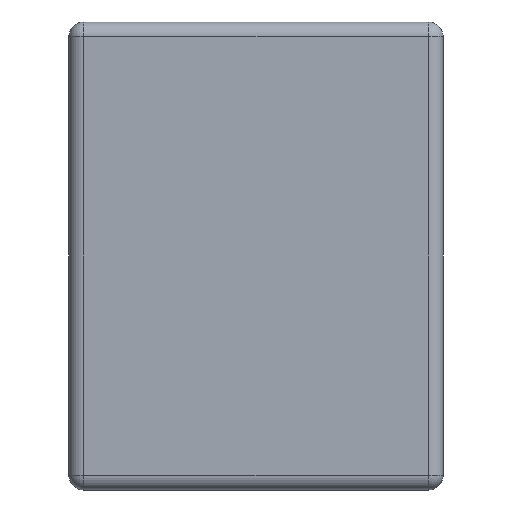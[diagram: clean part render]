
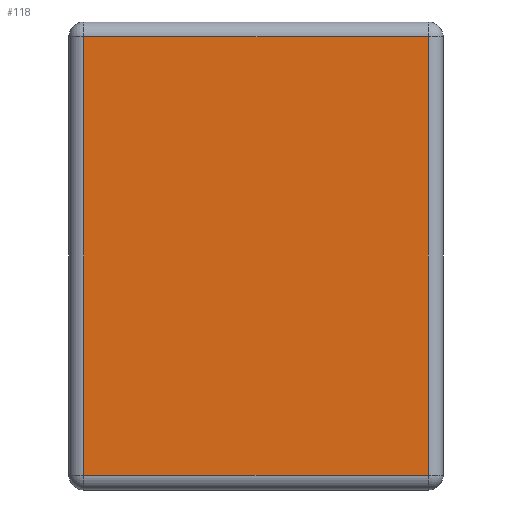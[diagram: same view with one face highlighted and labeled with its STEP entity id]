
A CAD part, left-side view. The second image highlights one B-rep face of the part: STEP entity #118.
In plain terms, the highlighted planar face has unit normal (-1, 0, 0).
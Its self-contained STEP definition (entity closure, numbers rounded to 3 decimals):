
#39 = DIRECTION ( 'NONE',  ( 1., 0., 0. ) ) ;
#54 = LINE ( 'NONE', #1214, #330 ) ;
#113 = EDGE_CURVE ( 'NONE', #1036, #278, #1215, .T. ) ;
#118 = ADVANCED_FACE ( 'NONE', ( #554 ), #1224, .F. ) ;
#177 = CARTESIAN_POINT ( 'NONE',  ( -1.6, 0.08, 1.17 ) ) ;
#212 = AXIS2_PLACEMENT_3D ( 'NONE', #239, #39, #629 ) ;
#239 = CARTESIAN_POINT ( 'NONE',  ( -1.6, 2., -1.25 ) ) ;
#245 = VECTOR ( 'NONE', #481, 1000. ) ;
#246 = DIRECTION ( 'NONE',  ( 0., 0., 1. ) ) ;
#247 = EDGE_CURVE ( 'NONE', #984, #749, #817, .T. ) ;
#278 = VERTEX_POINT ( 'NONE', #177 ) ;
#330 = VECTOR ( 'NONE', #430, 1000. ) ;
#338 = ORIENTED_EDGE ( 'NONE', *, *, #1183, .T. ) ;
#430 = DIRECTION ( 'NONE',  ( 0., 1., 0. ) ) ;
#481 = DIRECTION ( 'NONE',  ( 0., 0., -1. ) ) ;
#506 = CARTESIAN_POINT ( 'NONE',  ( -1.6, 0.08, -1.17 ) ) ;
#515 = DIRECTION ( 'NONE',  ( 0., -1., 0. ) ) ;
#517 = CARTESIAN_POINT ( 'NONE',  ( -1.6, 2., -1.17 ) ) ;
#536 = CARTESIAN_POINT ( 'NONE',  ( -1.6, 1.92, -1.17 ) ) ;
#550 = EDGE_CURVE ( 'NONE', #749, #1036, #919, .T. ) ;
#554 = FACE_OUTER_BOUND ( 'NONE', #1065, .T. ) ;
#629 = DIRECTION ( 'NONE',  ( 0., 0., -1. ) ) ;
#674 = CARTESIAN_POINT ( 'NONE',  ( -1.6, 1.92, 1.17 ) ) ;
#749 = VERTEX_POINT ( 'NONE', #536 ) ;
#817 = LINE ( 'NONE', #1059, #245 ) ;
#919 = LINE ( 'NONE', #517, #1117 ) ;
#954 = VECTOR ( 'NONE', #246, 1000. ) ;
#984 = VERTEX_POINT ( 'NONE', #674 ) ;
#1017 = ORIENTED_EDGE ( 'NONE', *, *, #247, .T. ) ;
#1036 = VERTEX_POINT ( 'NONE', #506 ) ;
#1059 = CARTESIAN_POINT ( 'NONE',  ( -1.6, 1.92, -1.25 ) ) ;
#1065 = EDGE_LOOP ( 'NONE', ( #1017, #1204, #1108, #338 ) ) ;
#1108 = ORIENTED_EDGE ( 'NONE', *, *, #113, .T. ) ;
#1117 = VECTOR ( 'NONE', #515, 1000. ) ;
#1183 = EDGE_CURVE ( 'NONE', #278, #984, #54, .T. ) ;
#1204 = ORIENTED_EDGE ( 'NONE', *, *, #550, .T. ) ;
#1214 = CARTESIAN_POINT ( 'NONE',  ( -1.6, 2., 1.17 ) ) ;
#1215 = LINE ( 'NONE', #1217, #954 ) ;
#1217 = CARTESIAN_POINT ( 'NONE',  ( -1.6, 0.08, -1.25 ) ) ;
#1224 = PLANE ( 'NONE',  #212 ) ;
